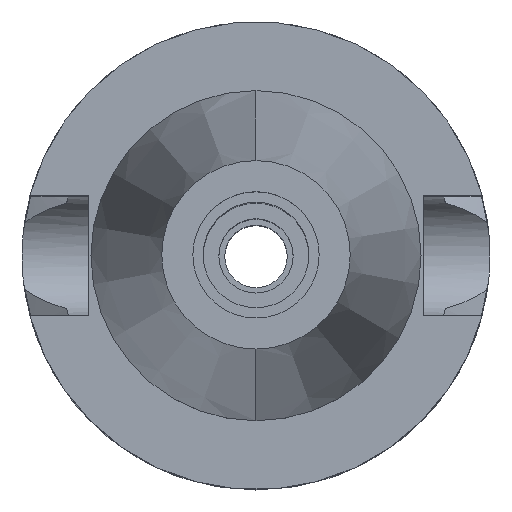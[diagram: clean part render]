
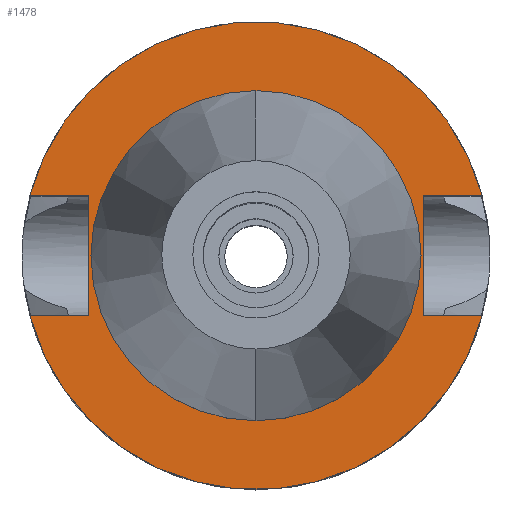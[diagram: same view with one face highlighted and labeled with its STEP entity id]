
A CAD part, top view. The second image highlights one B-rep face of the part: STEP entity #1478.
In plain terms, the highlighted planar face has unit normal (0, 0, 1).
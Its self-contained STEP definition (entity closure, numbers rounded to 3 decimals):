
#38 = CIRCLE ( 'NONE', #1279, 22.225 ) ;
#43 = VERTEX_POINT ( 'NONE', #3430 ) ;
#47 = VECTOR ( 'NONE', #1569, 1000. ) ;
#50 = VECTOR ( 'NONE', #2797, 1000. ) ;
#64 = DIRECTION ( 'NONE',  ( 0., 0., -1. ) ) ;
#126 = CARTESIAN_POINT ( 'NONE',  ( 22.5, -8.05, -2. ) ) ;
#156 = EDGE_LOOP ( 'NONE', ( #2581, #2904, #3197, #681, #2090, #341, #1006, #2712 ) ) ;
#176 = DIRECTION ( 'NONE',  ( 0., -1., 0. ) ) ;
#207 = CARTESIAN_POINT ( 'NONE',  ( 22.5, 8.05, -2. ) ) ;
#239 = CARTESIAN_POINT ( 'NONE',  ( 22.5, 8.05, -2. ) ) ;
#318 = LINE ( 'NONE', #1504, #1722 ) ;
#341 = ORIENTED_EDGE ( 'NONE', *, *, #3429, .F. ) ;
#470 = FACE_BOUND ( 'NONE', #1248, .T. ) ;
#505 = CARTESIAN_POINT ( 'NONE',  ( 30.454, 8.05, -2. ) ) ;
#520 = CIRCLE ( 'NONE', #1582, 22.225 ) ;
#662 = VECTOR ( 'NONE', #1374, 1000. ) ;
#665 = DIRECTION ( 'NONE',  ( 0., 1., 0. ) ) ;
#672 = LINE ( 'NONE', #1249, #1288 ) ;
#681 = ORIENTED_EDGE ( 'NONE', *, *, #2625, .F. ) ;
#797 = AXIS2_PLACEMENT_3D ( 'NONE', #1787, #1255, #176 ) ;
#852 = VERTEX_POINT ( 'NONE', #505 ) ;
#915 = CARTESIAN_POINT ( 'NONE',  ( -22.5, 8.05, -2. ) ) ;
#987 = CARTESIAN_POINT ( 'NONE',  ( -30.454, 8.05, -2. ) ) ;
#1006 = ORIENTED_EDGE ( 'NONE', *, *, #2786, .F. ) ;
#1093 = AXIS2_PLACEMENT_3D ( 'NONE', #1609, #2426, #2488 ) ;
#1135 = VERTEX_POINT ( 'NONE', #2348 ) ;
#1169 = VERTEX_POINT ( 'NONE', #915 ) ;
#1183 = CARTESIAN_POINT ( 'NONE',  ( 0., 0., -2. ) ) ;
#1248 = EDGE_LOOP ( 'NONE', ( #2176, #3524 ) ) ;
#1249 = CARTESIAN_POINT ( 'NONE',  ( -22.5, -8.05, -2. ) ) ;
#1255 = DIRECTION ( 'NONE',  ( 0., 0., -1. ) ) ;
#1256 = CIRCLE ( 'NONE', #2658, 31.5 ) ;
#1263 = CARTESIAN_POINT ( 'NONE',  ( -22.5, -8.05, -2. ) ) ;
#1279 = AXIS2_PLACEMENT_3D ( 'NONE', #1558, #1593, #3550 ) ;
#1288 = VECTOR ( 'NONE', #2792, 1000. ) ;
#1300 = CARTESIAN_POINT ( 'NONE',  ( 0., 22.225, -2. ) ) ;
#1374 = DIRECTION ( 'NONE',  ( 1., 0., 0. ) ) ;
#1387 = LINE ( 'NONE', #239, #662 ) ;
#1406 = CARTESIAN_POINT ( 'NONE',  ( -22.5, -8.05, -2. ) ) ;
#1478 = ADVANCED_FACE ( 'NONE', ( #1859, #470 ), #1573, .F. ) ;
#1495 = EDGE_CURVE ( 'NONE', #2851, #3642, #38, .T. ) ;
#1504 = CARTESIAN_POINT ( 'NONE',  ( 22.5, -8.05, -2. ) ) ;
#1558 = CARTESIAN_POINT ( 'NONE',  ( 0., 0., -2. ) ) ;
#1569 = DIRECTION ( 'NONE',  ( 0., -1., 0. ) ) ;
#1573 = PLANE ( 'NONE',  #797 ) ;
#1582 = AXIS2_PLACEMENT_3D ( 'NONE', #2040, #3389, #665 ) ;
#1593 = DIRECTION ( 'NONE',  ( 0., 0., 1. ) ) ;
#1609 = CARTESIAN_POINT ( 'NONE',  ( 0., 0., -2. ) ) ;
#1626 = EDGE_CURVE ( 'NONE', #2618, #1135, #1918, .T. ) ;
#1722 = VECTOR ( 'NONE', #2572, 1000. ) ;
#1787 = CARTESIAN_POINT ( 'NONE',  ( 0., 0., -2. ) ) ;
#1859 = FACE_OUTER_BOUND ( 'NONE', #156, .T. ) ;
#1892 = LINE ( 'NONE', #207, #47 ) ;
#1918 = CIRCLE ( 'NONE', #1093, 31.5 ) ;
#1924 = CARTESIAN_POINT ( 'NONE',  ( -22.5, 8.05, -2. ) ) ;
#1937 = CARTESIAN_POINT ( 'NONE',  ( 0., -22.225, -2. ) ) ;
#2040 = CARTESIAN_POINT ( 'NONE',  ( 0., 0., -2. ) ) ;
#2090 = ORIENTED_EDGE ( 'NONE', *, *, #3255, .T. ) ;
#2176 = ORIENTED_EDGE ( 'NONE', *, *, #2354, .F. ) ;
#2348 = CARTESIAN_POINT ( 'NONE',  ( -30.454, -8.05, -2. ) ) ;
#2354 = EDGE_CURVE ( 'NONE', #3642, #2851, #520, .T. ) ;
#2426 = DIRECTION ( 'NONE',  ( 0., 0., -1. ) ) ;
#2448 = CARTESIAN_POINT ( 'NONE',  ( 30.454, -8.05, -2. ) ) ;
#2488 = DIRECTION ( 'NONE',  ( 0., -1., 0. ) ) ;
#2572 = DIRECTION ( 'NONE',  ( 1., 0., 0. ) ) ;
#2581 = ORIENTED_EDGE ( 'NONE', *, *, #3207, .T. ) ;
#2597 = VERTEX_POINT ( 'NONE', #1263 ) ;
#2618 = VERTEX_POINT ( 'NONE', #2448 ) ;
#2625 = EDGE_CURVE ( 'NONE', #43, #3557, #1892, .T. ) ;
#2658 = AXIS2_PLACEMENT_3D ( 'NONE', #1183, #64, #3115 ) ;
#2712 = ORIENTED_EDGE ( 'NONE', *, *, #3170, .F. ) ;
#2786 = EDGE_CURVE ( 'NONE', #1169, #3568, #3060, .T. ) ;
#2792 = DIRECTION ( 'NONE',  ( 0., 1., 0. ) ) ;
#2797 = DIRECTION ( 'NONE',  ( -1., 0., 0. ) ) ;
#2851 = VERTEX_POINT ( 'NONE', #1937 ) ;
#2904 = ORIENTED_EDGE ( 'NONE', *, *, #1626, .F. ) ;
#3060 = LINE ( 'NONE', #1924, #50 ) ;
#3115 = DIRECTION ( 'NONE',  ( 0., 1., 0. ) ) ;
#3170 = EDGE_CURVE ( 'NONE', #2597, #1169, #672, .T. ) ;
#3197 = ORIENTED_EDGE ( 'NONE', *, *, #3408, .F. ) ;
#3207 = EDGE_CURVE ( 'NONE', #2597, #1135, #3612, .T. ) ;
#3255 = EDGE_CURVE ( 'NONE', #43, #852, #1387, .T. ) ;
#3307 = DIRECTION ( 'NONE',  ( -1., 0., 0. ) ) ;
#3312 = VECTOR ( 'NONE', #3307, 1000. ) ;
#3389 = DIRECTION ( 'NONE',  ( 0., 0., 1. ) ) ;
#3408 = EDGE_CURVE ( 'NONE', #3557, #2618, #318, .T. ) ;
#3429 = EDGE_CURVE ( 'NONE', #3568, #852, #1256, .T. ) ;
#3430 = CARTESIAN_POINT ( 'NONE',  ( 22.5, 8.05, -2. ) ) ;
#3524 = ORIENTED_EDGE ( 'NONE', *, *, #1495, .F. ) ;
#3550 = DIRECTION ( 'NONE',  ( 0., -1., 0. ) ) ;
#3557 = VERTEX_POINT ( 'NONE', #126 ) ;
#3568 = VERTEX_POINT ( 'NONE', #987 ) ;
#3612 = LINE ( 'NONE', #1406, #3312 ) ;
#3642 = VERTEX_POINT ( 'NONE', #1300 ) ;
